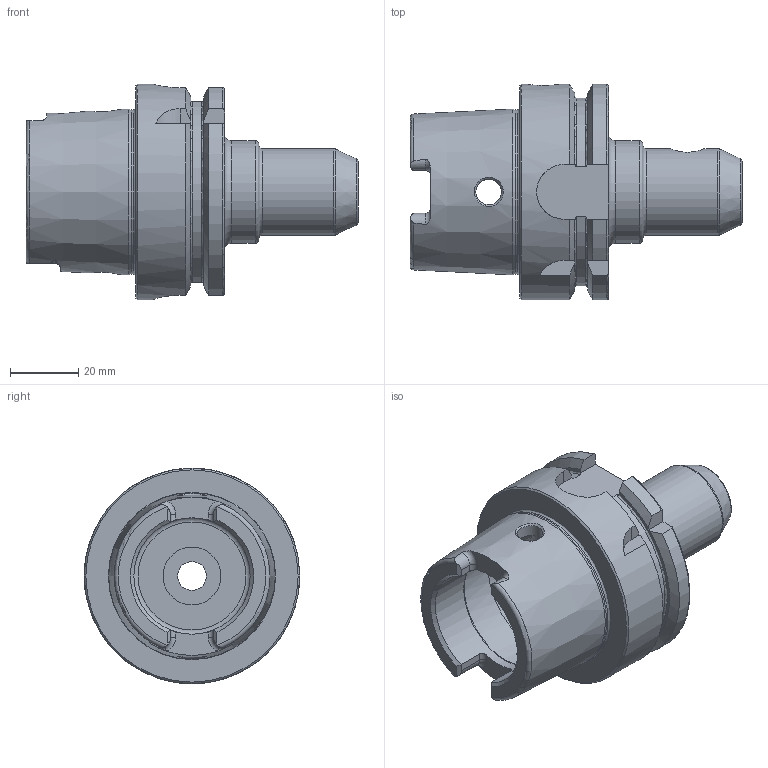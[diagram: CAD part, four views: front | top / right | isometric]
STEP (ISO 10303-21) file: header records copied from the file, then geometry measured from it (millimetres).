
FILE_DESCRIPTION(/* description */ (''),/* implementation_level */ '2;1');
FILE_NAME(/* name */ 'AQ024C_ HSK63A-EMH9.525C-65.stp',/* time_stamp */ '2023-08-07T11:45:24+09:00',/* author */ ('eos'),/* organization */ (''),/* preprocessor_version */ 'ST-DEVELOPER v18.1',/* originating_system */ 'Autodesk Inventor 2022',/* authorisation */ '');
FILE_SCHEMA (('AUTOMOTIVE_DESIGN { 1 0 10303 214 3 1 1 }'));
Length unit declared in the file: millimetre
Products named in the file (1): HSK63A-발란스
Bounding box: 97 x 63 x 63 mm (x, y, z)
Volume: 98808.9 mm3; surface area: 26956.2 mm2
Topology: 1 solids, 1 shells, 125 faces, 334 edges, 217 vertices
Faces by surface type: plane 43, cylinder 37, torus 27, cone 15, bspline 3
Full cylindrical faces by diameter (mm): 2.459 x2, 7.5 x2, 8.382 x1, 8.4 x1, 9.525 x1, 10 x1, 10.725 x1, 16.917 x1, 19 x1, 25.4 x1, 30 x1, 34 x2, 40 x1, 48.041 x1, 63 x1
Entity records: 4815 total; most frequent: CARTESIAN_POINT 1694, ORIENTED_EDGE 664, DIRECTION 640, EDGE_CURVE 332, AXIS2_PLACEMENT_3D 265, VERTEX_POINT 217, EDGE_LOOP 141, CIRCLE 136
